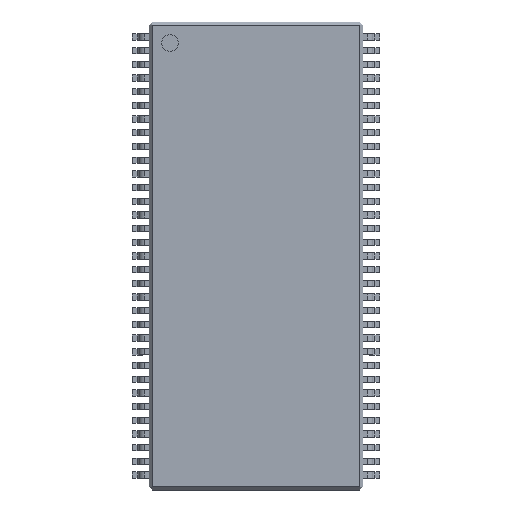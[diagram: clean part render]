
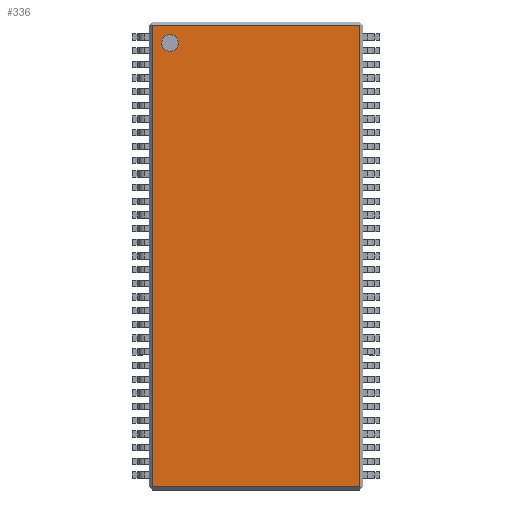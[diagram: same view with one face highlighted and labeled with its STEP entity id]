
A CAD part, top view. The second image highlights one B-rep face of the part: STEP entity #336.
In plain terms, the highlighted planar face has unit normal (0, 0, 1).
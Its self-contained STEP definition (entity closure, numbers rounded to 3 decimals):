
#13=DIRECTION('',(0.,0.,1.));
#14=DIRECTION('',(1.,0.,0.));
#129=VECTOR('',#130,1.);
#130=DIRECTION('',(0.,1.,0.));
#205=VERTEX_POINT('',#206);
#206=CARTESIAN_POINT('',(-4.93,-10.96,1.2));
#214=VERTEX_POINT('',#215);
#215=CARTESIAN_POINT('',(-4.93,10.96,1.2));
#220=ORIENTED_EDGE('',*,*,#221,.F.);
#221=EDGE_CURVE('',#205,#214,#222,.T.);
#222=LINE('',#223,#129);
#223=CARTESIAN_POINT('',(-4.93,-11.11,1.2));
#293=VECTOR('',#14,1.);
#336=ADVANCED_FACE('',(#337,#355),#364,.T.);
#337=FACE_BOUND('',#338,.T.);
#338=EDGE_LOOP('',(#220,#339,#345,#351));
#339=ORIENTED_EDGE('',*,*,#340,.T.);
#340=EDGE_CURVE('',#205,#341,#343,.T.);
#341=VERTEX_POINT('',#342);
#342=CARTESIAN_POINT('',(4.93,-10.96,1.2));
#343=LINE('',#344,#293);
#344=CARTESIAN_POINT('',(-5.08,-10.96,1.2));
#345=ORIENTED_EDGE('',*,*,#346,.T.);
#346=EDGE_CURVE('',#341,#347,#349,.T.);
#347=VERTEX_POINT('',#348);
#348=CARTESIAN_POINT('',(4.93,10.96,1.2));
#349=LINE('',#350,#129);
#350=CARTESIAN_POINT('',(4.93,-11.11,1.2));
#351=ORIENTED_EDGE('',*,*,#352,.F.);
#352=EDGE_CURVE('',#214,#347,#353,.T.);
#353=LINE('',#354,#293);
#354=CARTESIAN_POINT('',(-5.08,10.96,1.2));
#355=FACE_BOUND('',#356,.T.);
#356=EDGE_LOOP('',(#357));
#357=ORIENTED_EDGE('',*,*,#358,.F.);
#358=EDGE_CURVE('',#359,#359,#361,.T.);
#359=VERTEX_POINT('',#360);
#360=CARTESIAN_POINT('',(-3.68,10.11,1.2));
#361=CIRCLE('',#362,0.4);
#362=AXIS2_PLACEMENT_3D('',#363,#13,#14);
#363=CARTESIAN_POINT('',(-4.08,10.11,1.2));
#364=PLANE('',#365);
#365=AXIS2_PLACEMENT_3D('',#366,#13,#14);
#366=CARTESIAN_POINT('',(-5.08,-11.11,1.2));
